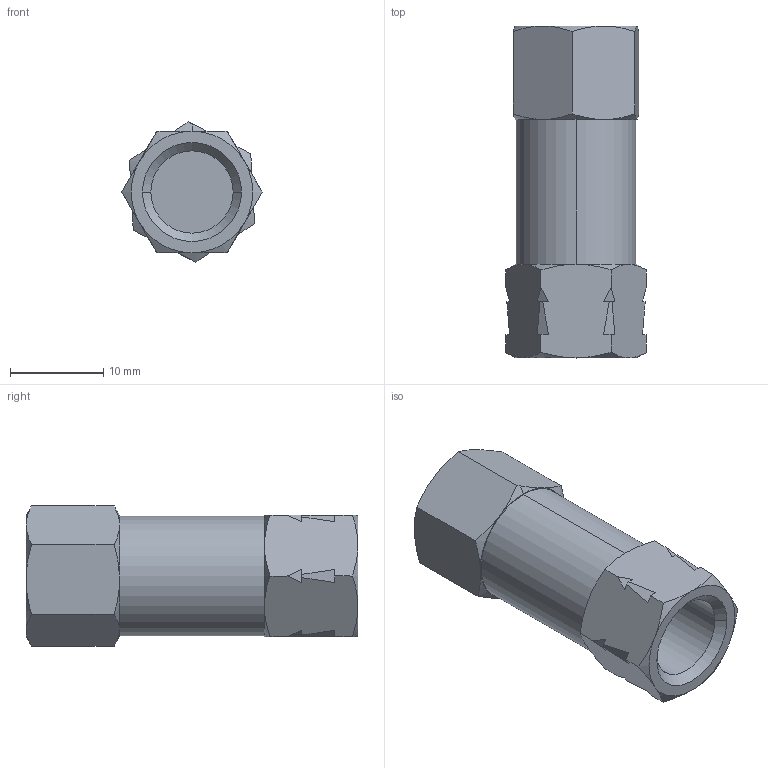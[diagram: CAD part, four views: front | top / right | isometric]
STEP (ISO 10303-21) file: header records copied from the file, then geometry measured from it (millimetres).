
FILE_DESCRIPTION (( 'STEP AP214' ), '1' );
FILE_NAME ('AZ-VNR1_8FF.STEP', '2017-04-05T06:30:00', ( '' ), ( '' ), 'SwSTEP 2.0', 'SolidWorks 2016', '' );
FILE_SCHEMA (( 'AUTOMOTIVE_DESIGN' ));
Length unit declared in the file: millimetre
Products named in the file (1): AZ-VNR1_8FF
Bounding box: 15.01 x 35.5 x 14.99 mm (x, y, z)
Volume: 3885.7 mm3; surface area: 2259.7 mm2
Topology: 1 solids, 1 shells, 80 faces, 193 edges, 119 vertices
Faces by surface type: plane 42, cone 32, cylinder 6
Entity records: 2704 total; most frequent: CARTESIAN_POINT 546, ORIENTED_EDGE 386, DIRECTION 348, EDGE_CURVE 193, AXIS2_PLACEMENT_3D 125, VERTEX_POINT 119, LINE 98, VECTOR 98
